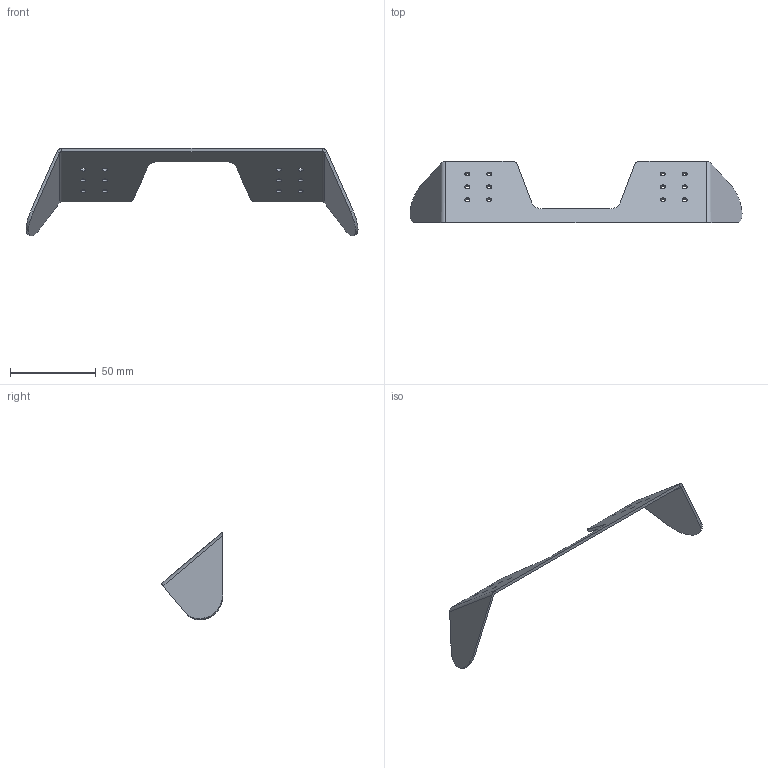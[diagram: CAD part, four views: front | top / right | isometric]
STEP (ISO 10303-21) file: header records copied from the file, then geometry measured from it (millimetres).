
FILE_DESCRIPTION(/* description */ (''),/* implementation_level */ '2;1');
FILE_NAME(/* name */ 'Simple Vert4_Plow v1.step',/* time_stamp */ '2024-04-07T00:34:17-04:00',/* author */ (''),/* organization */ (''),/* preprocessor_version */ 'ST-DEVELOPER v20',/* originating_system */ 'Autodesk Translation Framework v12.20.1.177',/* authorisation */ '');
FILE_SCHEMA (('AUTOMOTIVE_DESIGN { 1 0 10303 214 3 1 1 }'));
Length unit declared in the file: millimetre
Products named in the file (1): Simple Vert4_Plow
Bounding box: 194.1 x 36 x 51.29 mm (x, y, z)
Volume: 11656.6 mm3; surface area: 15721.4 mm2
Topology: 1 solids, 1 shells, 44 faces, 110 edges, 68 vertices
Faces by surface type: cylinder 22, plane 20, bspline 2
Full cylindrical faces by diameter (mm): 3 x12
Entity records: 1468 total; most frequent: CARTESIAN_POINT 311, DIRECTION 234, ORIENTED_EDGE 220, EDGE_CURVE 110, AXIS2_PLACEMENT_3D 87, EDGE_LOOP 68, VERTEX_POINT 68, LINE 60
